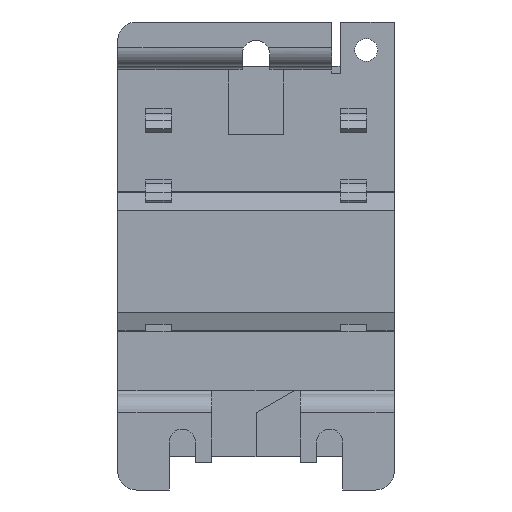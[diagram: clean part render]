
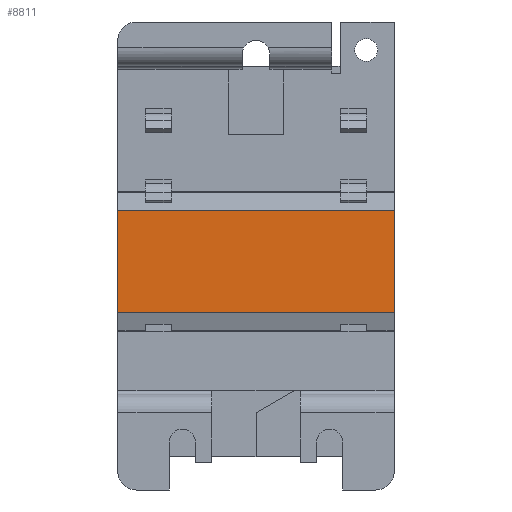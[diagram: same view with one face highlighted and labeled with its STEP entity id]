
A CAD part, front view. The second image highlights one B-rep face of the part: STEP entity #8811.
In plain terms, the highlighted planar face has unit normal (0, -1, 0).
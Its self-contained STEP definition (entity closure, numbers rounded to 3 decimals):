
#44 = VECTOR ( 'NONE', #685, 1000. ) ;
#47 = VECTOR ( 'NONE', #4468, 1000. ) ;
#56 = ORIENTED_EDGE ( 'NONE', *, *, #7177, .F. ) ;
#147 = CARTESIAN_POINT ( 'NONE',  ( -37.5, -3.8, -13.907 ) ) ;
#574 = EDGE_LOOP ( 'NONE', ( #4735, #56, #2469, #5372 ) ) ;
#685 = DIRECTION ( 'NONE',  ( -1., 0., 0. ) ) ;
#1233 = LINE ( 'NONE', #6795, #44 ) ;
#1597 = DIRECTION ( 'NONE',  ( 0., 0., 1. ) ) ;
#1643 = PLANE ( 'NONE',  #3571 ) ;
#1649 = CARTESIAN_POINT ( 'NONE',  ( 37.5, -3.8, -13.907 ) ) ;
#1893 = DIRECTION ( 'NONE',  ( 0., 0., -1. ) ) ;
#2166 = CARTESIAN_POINT ( 'NONE',  ( -37.5, -3.8, 13.907 ) ) ;
#2171 = VERTEX_POINT ( 'NONE', #2166 ) ;
#2469 = ORIENTED_EDGE ( 'NONE', *, *, #5628, .F. ) ;
#2739 = VERTEX_POINT ( 'NONE', #6343 ) ;
#2945 = CARTESIAN_POINT ( 'NONE',  ( 37.5, -3.8, 13.907 ) ) ;
#3119 = FACE_OUTER_BOUND ( 'NONE', #574, .T. ) ;
#3571 = AXIS2_PLACEMENT_3D ( 'NONE', #2945, #3746, #1597 ) ;
#3746 = DIRECTION ( 'NONE',  ( 0., 1., 0. ) ) ;
#3842 = CARTESIAN_POINT ( 'NONE',  ( -37.5, -3.8, 13.907 ) ) ;
#4032 = EDGE_CURVE ( 'NONE', #2171, #8314, #5313, .T. ) ;
#4468 = DIRECTION ( 'NONE',  ( -1., 0., 0. ) ) ;
#4565 = LINE ( 'NONE', #8750, #5169 ) ;
#4735 = ORIENTED_EDGE ( 'NONE', *, *, #4032, .T. ) ;
#4824 = CARTESIAN_POINT ( 'NONE',  ( 37.5, -3.8, 13.907 ) ) ;
#5169 = VECTOR ( 'NONE', #1893, 1000. ) ;
#5313 = LINE ( 'NONE', #3842, #7364 ) ;
#5366 = EDGE_CURVE ( 'NONE', #5401, #2171, #1233, .T. ) ;
#5372 = ORIENTED_EDGE ( 'NONE', *, *, #5366, .T. ) ;
#5401 = VERTEX_POINT ( 'NONE', #4824 ) ;
#5628 = EDGE_CURVE ( 'NONE', #5401, #2739, #4565, .T. ) ;
#6343 = CARTESIAN_POINT ( 'NONE',  ( 37.5, -3.8, -13.907 ) ) ;
#6377 = LINE ( 'NONE', #1649, #47 ) ;
#6508 = DIRECTION ( 'NONE',  ( 0., 0., -1. ) ) ;
#6795 = CARTESIAN_POINT ( 'NONE',  ( 37.5, -3.8, 13.907 ) ) ;
#7177 = EDGE_CURVE ( 'NONE', #2739, #8314, #6377, .T. ) ;
#7364 = VECTOR ( 'NONE', #6508, 1000. ) ;
#8314 = VERTEX_POINT ( 'NONE', #147 ) ;
#8750 = CARTESIAN_POINT ( 'NONE',  ( 37.5, -3.8, 13.907 ) ) ;
#8811 = ADVANCED_FACE ( 'NONE', ( #3119 ), #1643, .F. ) ;
